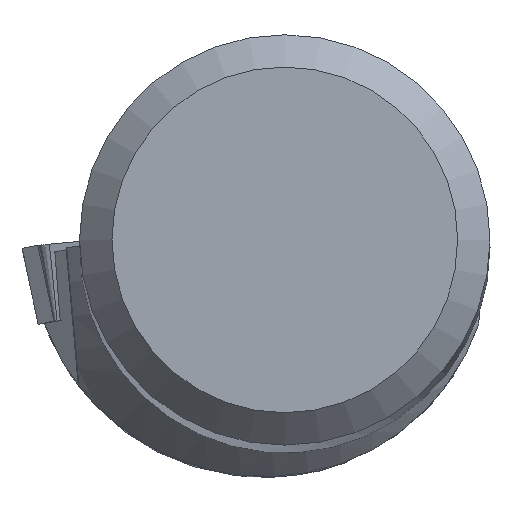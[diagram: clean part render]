
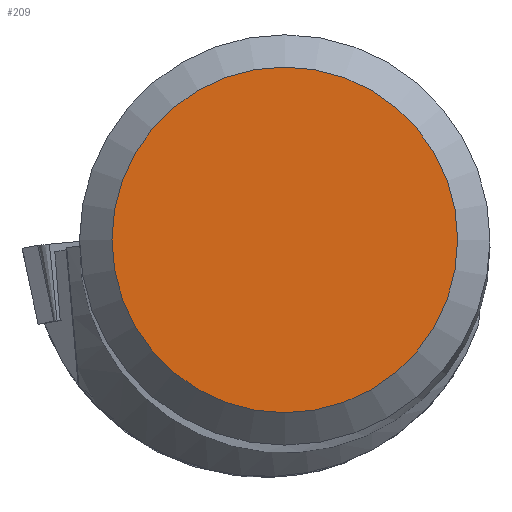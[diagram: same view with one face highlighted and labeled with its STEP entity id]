
A CAD part, top view. The second image highlights one B-rep face of the part: STEP entity #209.
In plain terms, the highlighted planar face has unit normal (0, 0, 1).
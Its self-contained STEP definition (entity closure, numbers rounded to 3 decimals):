
#159=FACE_OUTER_BOUND('',#431,.T.);
#209=ADVANCED_FACE('',(#159),#248,.T.);
#248=PLANE('',#1120);
#431=EDGE_LOOP('',(#602));
#602=ORIENTED_EDGE('',*,*,#896,.T.);
#788=VERTEX_POINT('',#1845);
#896=EDGE_CURVE('',#788,#788,#956,.T.);
#956=CIRCLE('',#1119,10.691);
#1119=AXIS2_PLACEMENT_3D('',#1844,#1341,#1342);
#1120=AXIS2_PLACEMENT_3D('',#1846,#1343,#1344);
#1341=DIRECTION('',(0.,0.,1.));
#1342=DIRECTION('',(1.,0.,0.));
#1343=DIRECTION('',(0.,0.,1.));
#1344=DIRECTION('',(1.,0.,0.));
#1844=CARTESIAN_POINT('',(0.,0.,0.));
#1845=CARTESIAN_POINT('',(10.691,0.,0.));
#1846=CARTESIAN_POINT('',(0.,0.,
0.));
